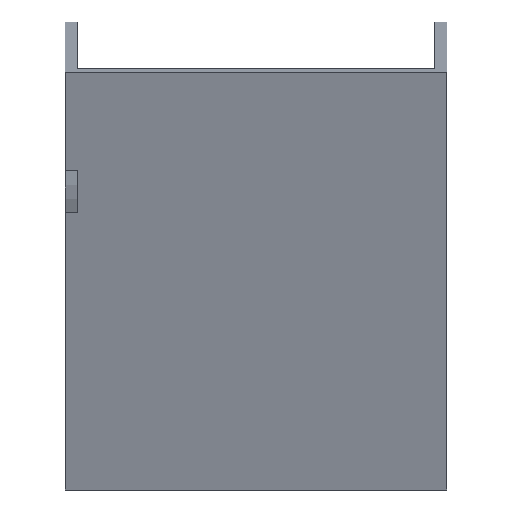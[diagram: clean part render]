
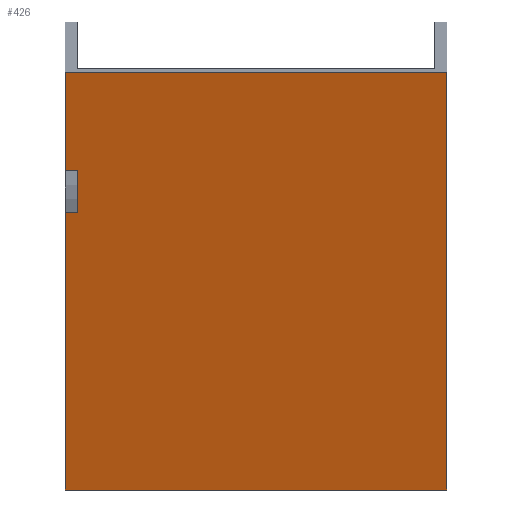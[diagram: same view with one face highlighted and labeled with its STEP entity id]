
A CAD part, left-side view. The second image highlights one B-rep face of the part: STEP entity #426.
In plain terms, the highlighted planar face has unit normal (-0.957, 0, -0.292).
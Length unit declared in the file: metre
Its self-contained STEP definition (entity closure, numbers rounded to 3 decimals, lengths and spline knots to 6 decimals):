
#62=ORIENTED_EDGE('',*,*,#174,.T.);
#63=ORIENTED_EDGE('',*,*,#178,.T.);
#64=ORIENTED_EDGE('',*,*,#179,.T.);
#65=ORIENTED_EDGE('',*,*,#180,.T.);
#66=ORIENTED_EDGE('',*,*,#181,.F.);
#67=ORIENTED_EDGE('',*,*,#182,.T.);
#68=ORIENTED_EDGE('',*,*,#147,.F.);
#69=ORIENTED_EDGE('',*,*,#183,.F.);
#147=EDGE_CURVE('',#208,#209,#249,.T.);
#174=EDGE_CURVE('',#230,#229,#273,.T.);
#178=EDGE_CURVE('',#229,#233,#277,.T.);
#179=EDGE_CURVE('',#233,#234,#278,.T.);
#180=EDGE_CURVE('',#234,#235,#279,.T.);
#181=EDGE_CURVE('',#236,#235,#280,.T.);
#182=EDGE_CURVE('',#236,#209,#281,.T.);
#183=EDGE_CURVE('',#230,#208,#282,.T.);
#208=VERTEX_POINT('',#604);
#209=VERTEX_POINT('',#605);
#229=VERTEX_POINT('',#657);
#230=VERTEX_POINT('',#659);
#233=VERTEX_POINT('',#667);
#234=VERTEX_POINT('',#669);
#235=VERTEX_POINT('',#671);
#236=VERTEX_POINT('',#673);
#249=LINE('',#603,#301);
#273=LINE('',#658,#325);
#277=LINE('',#666,#329);
#278=LINE('',#668,#330);
#279=LINE('',#670,#331);
#280=LINE('',#672,#332);
#281=LINE('',#674,#333);
#282=LINE('',#675,#334);
#301=VECTOR('',#489,1.);
#325=VECTOR('',#531,1.);
#329=VECTOR('',#537,1.);
#330=VECTOR('',#538,1.);
#331=VECTOR('',#539,1.);
#332=VECTOR('',#540,1.);
#333=VECTOR('',#541,1.);
#334=VECTOR('',#542,1.);
#361=EDGE_LOOP('',(#62,#63,#64,#65,#66,#67,#68,#69));
#385=FACE_BOUND('',#361,.T.);
#407=PLANE('',#464);
#426=ADVANCED_FACE('',(#385),#407,.F.);
#464=AXIS2_PLACEMENT_3D('',#665,#535,#536);
#489=DIRECTION('',(0.,1.,0.));
#531=DIRECTION('',(0.,1.,0.));
#535=DIRECTION('',(0.957,0.,0.292));
#536=DIRECTION('',(0.292,0.,-0.957));
#537=DIRECTION('',(0.292,0.,-0.957));
#538=DIRECTION('',(0.,-1.,0.));
#539=DIRECTION('',(0.292,0.,-0.957));
#540=DIRECTION('',(0.,-1.,0.));
#541=DIRECTION('',(0.292,0.,-0.957));
#542=DIRECTION('',(0.292,0.,-0.957));
#603=CARTESIAN_POINT('',(-0.213148,-0.07239,0.105001));
#604=CARTESIAN_POINT('',(-0.213148,-0.07739,0.105001));
#605=CARTESIAN_POINT('',(-0.213148,0.07739,0.105001));
#657=CARTESIAN_POINT('',(-0.264797,0.07739,0.27436));
#658=CARTESIAN_POINT('',(-0.264797,-0.07239,0.27436));
#659=CARTESIAN_POINT('',(-0.264797,-0.07739,0.27436));
#665=CARTESIAN_POINT('',(-0.230287,-0.07239,0.161202));
#666=CARTESIAN_POINT('',(-0.258735,0.07739,0.254482));
#667=CARTESIAN_POINT('',(-0.252672,0.07739,0.234603));
#668=CARTESIAN_POINT('',(-0.252672,0.07739,0.234603));
#669=CARTESIAN_POINT('',(-0.252672,0.07239,0.234603));
#670=CARTESIAN_POINT('',(-0.230287,0.07239,0.161202));
#671=CARTESIAN_POINT('',(-0.247427,0.07239,0.217402));
#672=CARTESIAN_POINT('',(-0.247427,0.07739,0.217402));
#673=CARTESIAN_POINT('',(-0.247427,0.07739,0.217402));
#674=CARTESIAN_POINT('',(-0.230287,0.07739,0.161202));
#675=CARTESIAN_POINT('',(-0.258735,-0.07739,0.254482));
